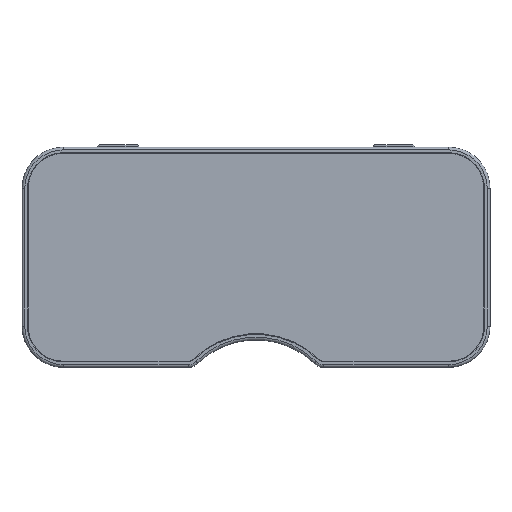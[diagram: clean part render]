
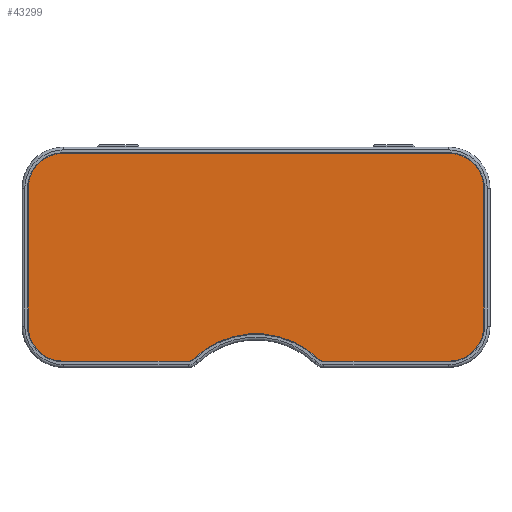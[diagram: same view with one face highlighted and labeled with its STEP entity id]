
A CAD part, top view. The second image highlights one B-rep face of the part: STEP entity #43299.
In plain terms, the highlighted face is planar.
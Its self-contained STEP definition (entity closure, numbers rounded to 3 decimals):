
#43189=CARTESIAN_POINT('',(10.394,0.,-66.223));
#43190=DIRECTION('',(0.,-1.,0.));
#43191=DIRECTION('',(-1.,0.,0.));
#43192=AXIS2_PLACEMENT_3D('',#43189,#43190,#43191);
#43194=DIRECTION('',(1.,0.,0.));
#43195=VECTOR('',#43194,140.);
#43196=CARTESIAN_POINT('',(10.394,0.,-78.973));
#43197=LINE('',#43196,#43195);
#43198=CARTESIAN_POINT('',(150.394,0.,-66.223));
#43199=DIRECTION('',(0.,-1.,0.));
#43200=DIRECTION('',(0.,0.,-1.));
#43201=AXIS2_PLACEMENT_3D('',#43198,#43199,#43200);
#43203=DIRECTION('',(0.,0.,1.));
#43204=VECTOR('',#43203,50.);
#43205=CARTESIAN_POINT('',(163.144,0.,-66.223));
#43206=LINE('',#43205,#43204);
#43207=CARTESIAN_POINT('',(150.394,0.,-16.223));
#43208=DIRECTION('',(0.,-1.,0.));
#43209=DIRECTION('',(1.,0.,0.));
#43210=AXIS2_PLACEMENT_3D('',#43207,#43208,#43209);
#43212=DIRECTION('',(-1.,0.,0.));
#43213=VECTOR('',#43212,45.378);
#43214=CARTESIAN_POINT('',(150.394,0.,-3.473));
#43215=LINE('',#43214,#43213);
#43216=CARTESIAN_POINT('',(105.017,0.,-6.223));
#43217=DIRECTION('',(0.,-1.,0.));
#43218=DIRECTION('',(0.,0.,1.));
#43219=AXIS2_PLACEMENT_3D('',#43216,#43217,#43218);
#43221=CARTESIAN_POINT('',(80.394,0.,19.09));
#43222=DIRECTION('',(0.,1.,0.));
#43223=DIRECTION('',(0.697,0.,-0.717));
#43224=AXIS2_PLACEMENT_3D('',#43221,#43222,#43223);
#43226=CARTESIAN_POINT('',(55.772,0.,-6.223));
#43227=DIRECTION('',(0.,-1.,0.));
#43228=DIRECTION('',(0.697,0.,0.717));
#43229=AXIS2_PLACEMENT_3D('',#43226,#43227,#43228);
#43231=DIRECTION('',(-1.,0.,0.));
#43232=VECTOR('',#43231,45.378);
#43233=CARTESIAN_POINT('',(55.772,0.,-3.473));
#43234=LINE('',#43233,#43232);
#43235=CARTESIAN_POINT('',(10.394,0.,-16.223));
#43236=DIRECTION('',(0.,-1.,0.));
#43237=DIRECTION('',(0.,0.,1.));
#43238=AXIS2_PLACEMENT_3D('',#43235,#43236,#43237);
#43240=DIRECTION('',(0.,0.,-1.));
#43241=VECTOR('',#43240,50.);
#43242=CARTESIAN_POINT('',(-2.356,0.,-16.223));
#43243=LINE('',#43242,#43241);
#43244=CARTESIAN_POINT('',(10.394,0.,-78.973));
#43245=CARTESIAN_POINT('',(-2.356,0.,-66.223));
#43246=VERTEX_POINT('',#43244);
#43247=VERTEX_POINT('',#43245);
#43248=CARTESIAN_POINT('',(-2.356,0.,-16.223));
#43249=VERTEX_POINT('',#43248);
#43250=CARTESIAN_POINT('',(10.394,0.,-3.473));
#43251=VERTEX_POINT('',#43250);
#43252=CARTESIAN_POINT('',(55.772,0.,-3.473));
#43253=VERTEX_POINT('',#43252);
#43254=CARTESIAN_POINT('',(57.69,0.,-4.252));
#43255=VERTEX_POINT('',#43254);
#43256=CARTESIAN_POINT('',(103.099,0.,-4.252));
#43257=VERTEX_POINT('',#43256);
#43258=CARTESIAN_POINT('',(105.017,0.,-3.473));
#43259=VERTEX_POINT('',#43258);
#43260=CARTESIAN_POINT('',(150.394,0.,-3.473));
#43261=VERTEX_POINT('',#43260);
#43262=CARTESIAN_POINT('',(163.144,0.,-16.223));
#43263=VERTEX_POINT('',#43262);
#43264=CARTESIAN_POINT('',(163.144,0.,-66.223));
#43265=VERTEX_POINT('',#43264);
#43266=CARTESIAN_POINT('',(150.394,0.,-78.973));
#43267=VERTEX_POINT('',#43266);
#43268=CARTESIAN_POINT('',(0.,0.,0.));
#43269=DIRECTION('',(0.,1.,0.));
#43270=DIRECTION('',(1.,0.,0.));
#43271=AXIS2_PLACEMENT_3D('',#43268,#43269,#43270);
#43272=PLANE('',#43271);
#43274=ORIENTED_EDGE('',*,*,#43273,.T.);
#43276=ORIENTED_EDGE('',*,*,#43275,.T.);
#43278=ORIENTED_EDGE('',*,*,#43277,.T.);
#43280=ORIENTED_EDGE('',*,*,#43279,.T.);
#43282=ORIENTED_EDGE('',*,*,#43281,.T.);
#43284=ORIENTED_EDGE('',*,*,#43283,.T.);
#43286=ORIENTED_EDGE('',*,*,#43285,.T.);
#43288=ORIENTED_EDGE('',*,*,#43287,.T.);
#43290=ORIENTED_EDGE('',*,*,#43289,.T.);
#43292=ORIENTED_EDGE('',*,*,#43291,.T.);
#43294=ORIENTED_EDGE('',*,*,#43293,.T.);
#43296=ORIENTED_EDGE('',*,*,#43295,.T.);
#43297=EDGE_LOOP('',(#43274,#43276,#43278,#43280,#43282,#43284,#43286,#43288,
#43290,#43292,#43294,#43296));
#43298=FACE_OUTER_BOUND('',#43297,.F.);
#43299=ADVANCED_FACE('',(#43298),#43272,.T.);
#43193=CIRCLE('',#43192,12.75);
#43202=CIRCLE('',#43201,12.75);
#43211=CIRCLE('',#43210,12.75);
#43220=CIRCLE('',#43219,2.75);
#43225=CIRCLE('',#43224,32.563);
#43230=CIRCLE('',#43229,2.75);
#43239=CIRCLE('',#43238,12.75);
#43273=EDGE_CURVE('',#43247,#43246,#43193,.T.);
#43275=EDGE_CURVE('',#43246,#43267,#43197,.T.);
#43277=EDGE_CURVE('',#43267,#43265,#43202,.T.);
#43279=EDGE_CURVE('',#43265,#43263,#43206,.T.);
#43281=EDGE_CURVE('',#43263,#43261,#43211,.T.);
#43283=EDGE_CURVE('',#43261,#43259,#43215,.T.);
#43285=EDGE_CURVE('',#43259,#43257,#43220,.T.);
#43287=EDGE_CURVE('',#43257,#43255,#43225,.T.);
#43289=EDGE_CURVE('',#43255,#43253,#43230,.T.);
#43291=EDGE_CURVE('',#43253,#43251,#43234,.T.);
#43293=EDGE_CURVE('',#43251,#43249,#43239,.T.);
#43295=EDGE_CURVE('',#43249,#43247,#43243,.T.);
